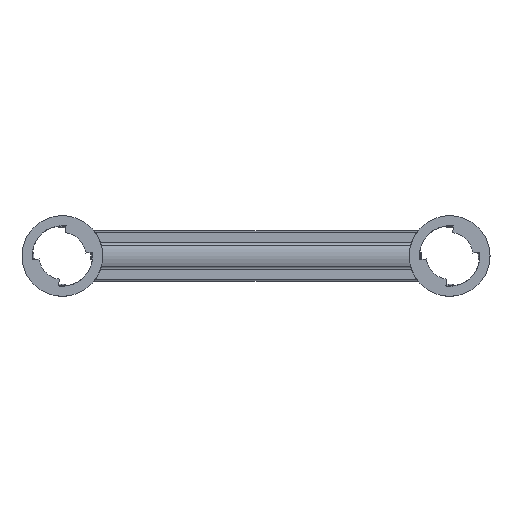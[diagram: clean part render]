
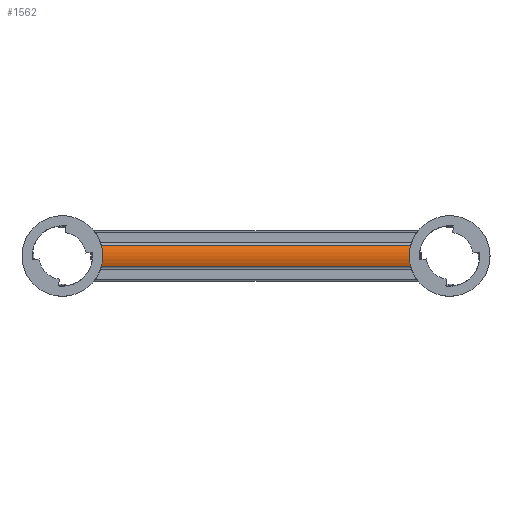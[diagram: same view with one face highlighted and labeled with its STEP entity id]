
A CAD part, top view. The second image highlights one B-rep face of the part: STEP entity #1562.
In plain terms, the highlighted cylindrical face has radius 2.5 mm (diameter 5 mm), a partial arc.
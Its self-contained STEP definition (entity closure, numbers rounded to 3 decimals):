
#509=CARTESIAN_POINT('',(3.873,-1.,2.291));
#510=VERTEX_POINT('',#509);
#517=CARTESIAN_POINT('',(4.,-0.,2.5));
#518=VERTEX_POINT('',#517);
#519=CARTESIAN_POINT('',(3.873,-1.,2.291));
#520=CARTESIAN_POINT('',(3.913,-0.845,2.359));
#521=CARTESIAN_POINT('',(3.945,-0.683,2.411));
#522=CARTESIAN_POINT('',(3.967,-0.516,2.446));
#523=CARTESIAN_POINT('',(3.988,-0.349,2.481));
#524=CARTESIAN_POINT('',(4.,-0.174,2.5));
#525=CARTESIAN_POINT('',(4.,-0.,2.5));
#526=B_SPLINE_CURVE_WITH_KNOTS('',3,(#519,#520,#521,#522,#523,#524,#525),.UNSPECIFIED.,.F.,.F.,(4,3,4),(0.,0.001,0.001),.UNSPECIFIED.);
#527=EDGE_CURVE('',#510,#518,#526,.T.);
#536=CARTESIAN_POINT('',(3.873,1.,2.291));
#537=VERTEX_POINT('',#536);
#538=CARTESIAN_POINT('',(3.873,1.,2.291));
#539=CARTESIAN_POINT('',(3.913,0.845,2.359));
#540=CARTESIAN_POINT('',(3.945,0.683,2.411));
#541=CARTESIAN_POINT('',(3.967,0.516,2.446));
#542=CARTESIAN_POINT('',(3.988,0.349,2.481));
#543=CARTESIAN_POINT('',(4.,0.174,2.5));
#544=CARTESIAN_POINT('',(4.,0.,2.5));
#545=B_SPLINE_CURVE_WITH_KNOTS('',3,(#538,#539,#540,#541,#542,#543,#544),.UNSPECIFIED.,.F.,.F.,(4,3,4),(0.,0.001,0.001),.UNSPECIFIED.);
#546=EDGE_CURVE('',#537,#518,#545,.T.);
#1515=CARTESIAN_POINT('',(7.34,0.,0.));
#1516=DIRECTION('',(1.,0.,0.));
#1517=DIRECTION('',(-0.,1.,0.));
#1518=AXIS2_PLACEMENT_3D('',#1515,#1516,#1517);
#1519=CYLINDRICAL_SURFACE('',#1518,2.5);
#1520=CARTESIAN_POINT('',(34.527,-1.,2.291));
#1521=VERTEX_POINT('',#1520);
#1522=CARTESIAN_POINT('',(34.527,-1.,2.291));
#1523=DIRECTION('',(-1.,-0.,0.));
#1524=VECTOR('',#1523,30.654);
#1525=LINE('',#1522,#1524);
#1526=EDGE_CURVE('',#1521,#510,#1525,.T.);
#1527=ORIENTED_EDGE('',*,*,#1526,.F.);
#1528=CARTESIAN_POINT('',(34.4,0.,2.5));
#1529=VERTEX_POINT('',#1528);
#1530=CARTESIAN_POINT('',(34.527,-1.,2.291));
#1531=CARTESIAN_POINT('',(34.487,-0.845,2.359));
#1532=CARTESIAN_POINT('',(34.455,-0.683,2.411));
#1533=CARTESIAN_POINT('',(34.433,-0.516,2.446));
#1534=CARTESIAN_POINT('',(34.412,-0.349,2.481));
#1535=CARTESIAN_POINT('',(34.4,-0.174,2.5));
#1536=CARTESIAN_POINT('',(34.4,0.,2.5));
#1537=B_SPLINE_CURVE_WITH_KNOTS('',3,(#1530,#1531,#1532,#1533,#1534,#1535,#1536),.UNSPECIFIED.,.F.,.F.,(4,3,4),(0.,0.001,0.001),.UNSPECIFIED.);
#1538=EDGE_CURVE('',#1521,#1529,#1537,.T.);
#1539=ORIENTED_EDGE('',*,*,#1538,.T.);
#1540=CARTESIAN_POINT('',(34.527,1.,2.291));
#1541=VERTEX_POINT('',#1540);
#1542=CARTESIAN_POINT('',(34.527,1.,2.291));
#1543=CARTESIAN_POINT('',(34.487,0.845,2.359));
#1544=CARTESIAN_POINT('',(34.455,0.683,2.411));
#1545=CARTESIAN_POINT('',(34.433,0.516,2.446));
#1546=CARTESIAN_POINT('',(34.412,0.349,2.481));
#1547=CARTESIAN_POINT('',(34.4,0.174,2.5));
#1548=CARTESIAN_POINT('',(34.4,0.,2.5));
#1549=B_SPLINE_CURVE_WITH_KNOTS('',3,(#1542,#1543,#1544,#1545,#1546,#1547,#1548),.UNSPECIFIED.,.F.,.F.,(4,3,4),(0.,0.001,0.001),.UNSPECIFIED.);
#1550=EDGE_CURVE('',#1541,#1529,#1549,.T.);
#1551=ORIENTED_EDGE('',*,*,#1550,.F.);
#1552=CARTESIAN_POINT('',(34.527,1.,2.291));
#1553=DIRECTION('',(-1.,-0.,0.));
#1554=VECTOR('',#1553,30.654);
#1555=LINE('',#1552,#1554);
#1556=EDGE_CURVE('',#1541,#537,#1555,.T.);
#1557=ORIENTED_EDGE('',*,*,#1556,.T.);
#1558=ORIENTED_EDGE('',*,*,#546,.T.);
#1559=ORIENTED_EDGE('',*,*,#527,.F.);
#1560=EDGE_LOOP('',(#1527,#1539,#1551,#1557,#1558,#1559));
#1561=FACE_BOUND('',#1560,.T.);
#1562=ADVANCED_FACE('',(#1561),#1519,.T.);
